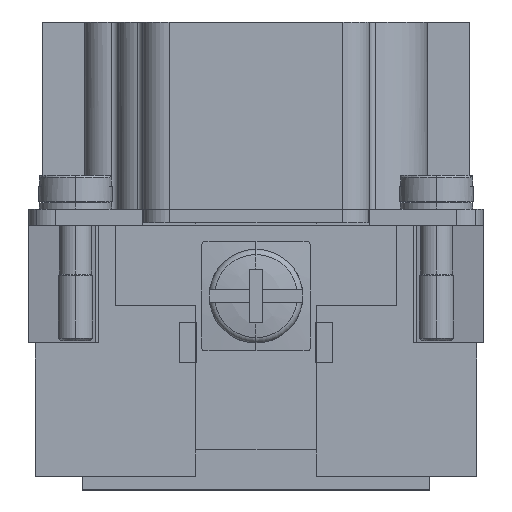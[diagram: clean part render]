
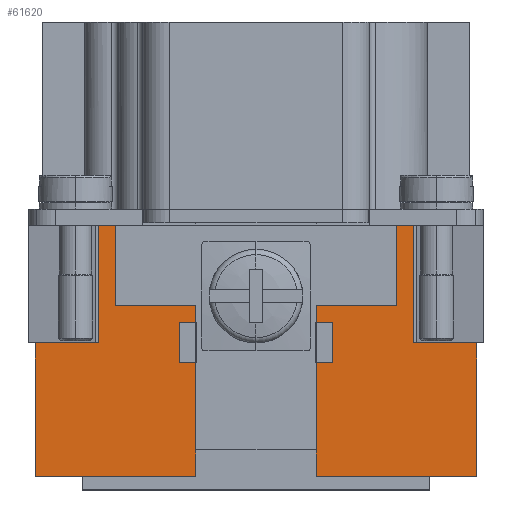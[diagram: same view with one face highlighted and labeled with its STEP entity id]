
A CAD part, left-side view. The second image highlights one B-rep face of the part: STEP entity #61620.
In plain terms, the highlighted planar face has unit normal (-1, 0, 0).
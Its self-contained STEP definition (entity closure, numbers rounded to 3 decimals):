
#273=CARTESIAN_POINT('',(-44.9,0.,-4.5));
#274=VERTEX_POINT('',#273);
#283=CARTESIAN_POINT('',(-44.9,0.,-8.5));
#284=VERTEX_POINT('',#283);
#285=CARTESIAN_POINT('',(-44.9,0.0,-6.5));
#286=DIRECTION('',(1.0,0.0,0.0));
#287=DIRECTION('',(0.0,0.0,1.0));
#288=AXIS2_PLACEMENT_3D('',#285,#286,#287);
#289=CIRCLE('',#288,2.);
#290=EDGE_CURVE('',#284,#274,#289,.T.);
#9519=CARTESIAN_POINT('',(-44.9,-16.5,-10.));
#9520=VERTEX_POINT('',#9519);
#9527=CARTESIAN_POINT('',(-44.9,-16.5,-20.0));
#9528=VERTEX_POINT('',#9527);
#9529=CARTESIAN_POINT('',(-44.9,-16.5,-10.));
#9530=DIRECTION('',(0.0,0.0,-1.0));
#9531=VECTOR('',#9530,10.);
#9532=LINE('',#9529,#9531);
#9533=EDGE_CURVE('',#9520,#9528,#9532,.T.);
#49141=CARTESIAN_POINT('',(-44.9,-4.5,-20.0));
#49142=VERTEX_POINT('',#49141);
#49143=CARTESIAN_POINT('',(-44.9,-4.5,-20.0));
#49144=DIRECTION('',(0.0,-1.0,0.0));
#49145=VECTOR('',#49144,12.0);
#49146=LINE('',#49143,#49145);
#49147=EDGE_CURVE('',#49142,#9528,#49146,.T.);
#49229=CARTESIAN_POINT('',(-44.9,4.5,-20.0));
#49230=VERTEX_POINT('',#49229);
#49237=CARTESIAN_POINT('',(-44.9,16.5,-20.0));
#49238=VERTEX_POINT('',#49237);
#49239=CARTESIAN_POINT('',(-44.9,16.5,-20.0));
#49240=DIRECTION('',(0.0,-1.0,0.0));
#49241=VECTOR('',#49240,12.0);
#49242=LINE('',#49239,#49241);
#49243=EDGE_CURVE('',#49238,#49230,#49242,.T.);
#51607=CARTESIAN_POINT('',(-44.9,16.5,-10.));
#51608=VERTEX_POINT('',#51607);
#51609=CARTESIAN_POINT('',(-44.9,16.5,-10.));
#51610=DIRECTION('',(0.0,0.0,-1.0));
#51611=VECTOR('',#51610,10.);
#51612=LINE('',#51609,#51611);
#51613=EDGE_CURVE('',#51608,#49238,#51612,.T.);
#61219=CARTESIAN_POINT('',(-44.9,8.,1.));
#61220=VERTEX_POINT('',#61219);
#61228=CARTESIAN_POINT('',(-44.9,-8.139,1.0));
#61229=VERTEX_POINT('',#61228);
#61230=CARTESIAN_POINT('',(-44.9,-8.139,1.0));
#61231=DIRECTION('',(0.0,1.0,0.0));
#61232=VECTOR('',#61231,16.139);
#61233=LINE('',#61230,#61232);
#61234=EDGE_CURVE('',#61229,#61220,#61233,.T.);
#61473=CARTESIAN_POINT('',(-44.9,-8.139,0.0));
#61474=VERTEX_POINT('',#61473);
#61475=CARTESIAN_POINT('',(-44.9,-8.139,1.0));
#61476=DIRECTION('',(0.0,0.0,-1.0));
#61477=VECTOR('',#61476,1.0);
#61478=LINE('',#61475,#61477);
#61479=EDGE_CURVE('',#61229,#61474,#61478,.T.);
#61499=CARTESIAN_POINT('',(-44.9,16.5,0.0));
#61500=DIRECTION('',(-1.0,0.0,0.0));
#61501=DIRECTION('',(0.0,0.0,1.0));
#61502=AXIS2_PLACEMENT_3D('',#61499,#61500,#61501);
#61503=PLANE('',#61502);
#61504=CARTESIAN_POINT('',(-44.9,-11.75,0.0));
#61505=VERTEX_POINT('',#61504);
#61506=CARTESIAN_POINT('',(-44.9,-11.75,0.0));
#61507=DIRECTION('',(0.0,1.0,0.0));
#61508=VECTOR('',#61507,3.611);
#61509=LINE('',#61506,#61508);
#61510=EDGE_CURVE('',#61505,#61474,#61509,.T.);
#61511=ORIENTED_EDGE('',*,*,#61510,.T.);
#61512=ORIENTED_EDGE('',*,*,#61479,.F.);
#61513=ORIENTED_EDGE('',*,*,#61234,.T.);
#61514=CARTESIAN_POINT('',(-44.9,8.,0.0));
#61515=VERTEX_POINT('',#61514);
#61516=CARTESIAN_POINT('',(-44.9,8.,0.0));
#61517=DIRECTION('',(0.0,0.0,1.0));
#61518=VECTOR('',#61517,1.);
#61519=LINE('',#61516,#61518);
#61520=EDGE_CURVE('',#61515,#61220,#61519,.T.);
#61521=ORIENTED_EDGE('',*,*,#61520,.F.);
#61522=CARTESIAN_POINT('',(-44.9,10.29,0.0));
#61523=VERTEX_POINT('',#61522);
#61524=CARTESIAN_POINT('',(-44.9,8.,0.0));
#61525=DIRECTION('',(0.0,1.0,0.0));
#61526=VECTOR('',#61525,2.29);
#61527=LINE('',#61524,#61526);
#61528=EDGE_CURVE('',#61515,#61523,#61527,.T.);
#61529=ORIENTED_EDGE('',*,*,#61528,.T.);
#61530=CARTESIAN_POINT('',(-44.9,11.75,0.0));
#61531=VERTEX_POINT('',#61530);
#61532=CARTESIAN_POINT('',(-44.9,10.29,0.0));
#61533=DIRECTION('',(0.0,1.0,0.0));
#61534=VECTOR('',#61533,1.46);
#61535=LINE('',#61532,#61534);
#61536=EDGE_CURVE('',#61523,#61531,#61535,.T.);
#61537=ORIENTED_EDGE('',*,*,#61536,.T.);
#61538=CARTESIAN_POINT('',(-44.9,11.75,-10.));
#61539=VERTEX_POINT('',#61538);
#61540=CARTESIAN_POINT('',(-44.9,11.75,0.0));
#61541=DIRECTION('',(0.0,0.0,-1.0));
#61542=VECTOR('',#61541,10.);
#61543=LINE('',#61540,#61542);
#61544=EDGE_CURVE('',#61531,#61539,#61543,.T.);
#61545=ORIENTED_EDGE('',*,*,#61544,.T.);
#61546=CARTESIAN_POINT('',(-44.9,11.75,-10.));
#61547=DIRECTION('',(0.0,1.0,0.0));
#61548=VECTOR('',#61547,4.75);
#61549=LINE('',#61546,#61548);
#61550=EDGE_CURVE('',#61539,#51608,#61549,.T.);
#61551=ORIENTED_EDGE('',*,*,#61550,.T.);
#61552=ORIENTED_EDGE('',*,*,#51613,.T.);
#61553=ORIENTED_EDGE('',*,*,#49243,.T.);
#61554=CARTESIAN_POINT('',(-44.9,4.5,-18.0));
#61555=VERTEX_POINT('',#61554);
#61556=CARTESIAN_POINT('',(-44.9,4.5,-20.0));
#61557=DIRECTION('',(0.0,0.0,1.0));
#61558=VECTOR('',#61557,2.0);
#61559=LINE('',#61556,#61558);
#61560=EDGE_CURVE('',#49230,#61555,#61559,.T.);
#61561=ORIENTED_EDGE('',*,*,#61560,.T.);
#61562=CARTESIAN_POINT('',(-44.9,4.5,-16.8));
#61563=VERTEX_POINT('',#61562);
#61564=CARTESIAN_POINT('',(-44.9,4.5,-18.0));
#61565=DIRECTION('',(0.0,0.0,1.0));
#61566=VECTOR('',#61565,1.2);
#61567=LINE('',#61564,#61566);
#61568=EDGE_CURVE('',#61555,#61563,#61567,.T.);
#61569=ORIENTED_EDGE('',*,*,#61568,.T.);
#61570=CARTESIAN_POINT('',(-44.9,-4.5,-16.8));
#61571=VERTEX_POINT('',#61570);
#61572=CARTESIAN_POINT('',(-44.9,4.5,-16.8));
#61573=DIRECTION('',(0.0,-1.0,0.0));
#61574=VECTOR('',#61573,9.0);
#61575=LINE('',#61572,#61574);
#61576=EDGE_CURVE('',#61563,#61571,#61575,.T.);
#61577=ORIENTED_EDGE('',*,*,#61576,.T.);
#61578=CARTESIAN_POINT('',(-44.9,-4.5,-18.0));
#61579=VERTEX_POINT('',#61578);
#61580=CARTESIAN_POINT('',(-44.9,-4.5,-16.8));
#61581=DIRECTION('',(0.0,0.0,-1.0));
#61582=VECTOR('',#61581,1.2);
#61583=LINE('',#61580,#61582);
#61584=EDGE_CURVE('',#61571,#61579,#61583,.T.);
#61585=ORIENTED_EDGE('',*,*,#61584,.T.);
#61586=CARTESIAN_POINT('',(-44.9,-4.5,-18.0));
#61587=DIRECTION('',(0.0,0.0,-1.0));
#61588=VECTOR('',#61587,2.0);
#61589=LINE('',#61586,#61588);
#61590=EDGE_CURVE('',#61579,#49142,#61589,.T.);
#61591=ORIENTED_EDGE('',*,*,#61590,.T.);
#61592=ORIENTED_EDGE('',*,*,#49147,.T.);
#61593=ORIENTED_EDGE('',*,*,#9533,.F.);
#61594=CARTESIAN_POINT('',(-44.9,-11.75,-10.));
#61595=VERTEX_POINT('',#61594);
#61596=CARTESIAN_POINT('',(-44.9,-16.5,-10.));
#61597=DIRECTION('',(0.0,1.0,0.0));
#61598=VECTOR('',#61597,4.75);
#61599=LINE('',#61596,#61598);
#61600=EDGE_CURVE('',#9520,#61595,#61599,.T.);
#61601=ORIENTED_EDGE('',*,*,#61600,.T.);
#61602=CARTESIAN_POINT('',(-44.9,-11.75,-10.));
#61603=DIRECTION('',(0.0,0.0,1.0));
#61604=VECTOR('',#61603,10.);
#61605=LINE('',#61602,#61604);
#61606=EDGE_CURVE('',#61595,#61505,#61605,.T.);
#61607=ORIENTED_EDGE('',*,*,#61606,.T.);
#61608=EDGE_LOOP('',(#61511,#61512,#61513,#61521,#61529,#61537,#61545,#61551,#61552,#61553,#61561,#61569,#61577,#61585,#61591,#61592,#61593,#61601,#61607));
#61609=FACE_OUTER_BOUND('',#61608,.T.);
#61610=ORIENTED_EDGE('',*,*,#290,.T.);
#61611=CARTESIAN_POINT('',(-44.9,0.0,-6.5));
#61612=DIRECTION('',(1.0,0.0,0.0));
#61613=DIRECTION('',(0.0,0.0,1.0));
#61614=AXIS2_PLACEMENT_3D('',#61611,#61612,#61613);
#61615=CIRCLE('',#61614,2.);
#61616=EDGE_CURVE('',#274,#284,#61615,.T.);
#61617=ORIENTED_EDGE('',*,*,#61616,.T.);
#61618=EDGE_LOOP('',(#61610,#61617));
#61619=FACE_BOUND('',#61618,.T.);
#61620=ADVANCED_FACE('',(#61609,#61619),#61503,.T.);
